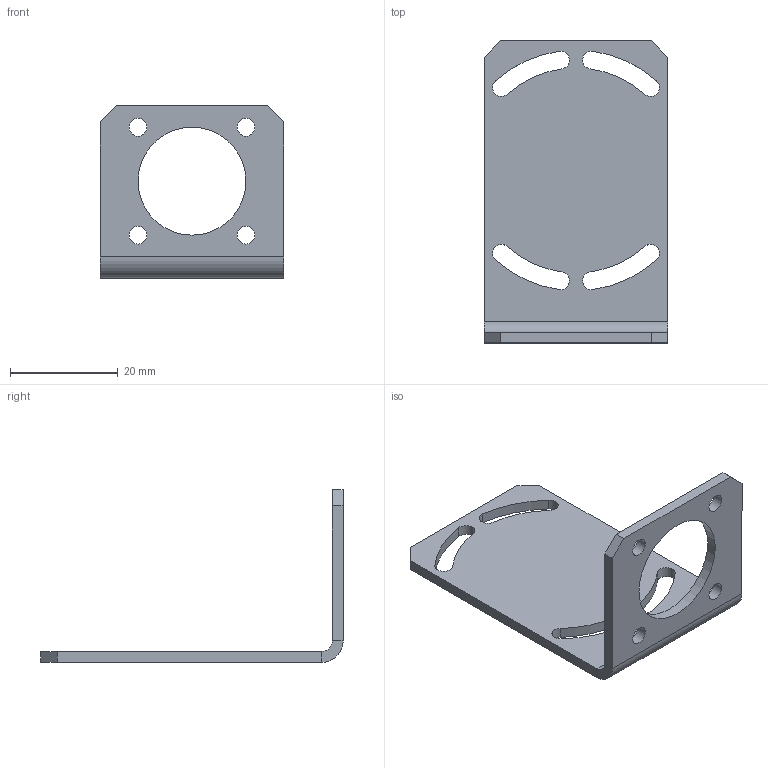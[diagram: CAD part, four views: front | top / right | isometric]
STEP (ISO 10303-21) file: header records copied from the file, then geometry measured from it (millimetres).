
FILE_DESCRIPTION(/* description */ ('DISO T 506'),/* implementation_level */ '2;1');
FILE_NAME(/* name */ 'disoT506.stp',/* time_stamp */ '2016-10-11T09:02:51+02:00',/* author */ ('C. Kuhn'),/* organization */ ('di-soric GmbH & Co. KG'),/* preprocessor_version */ 'ST-DEVELOPER v16.1',/* originating_system */ 'Autodesk Inventor 2016',/* authorisation */ '');
FILE_SCHEMA (('AUTOMOTIVE_DESIGN { 1 0 10303 214 3 1 1 }'));
Length unit declared in the file: millimetre
Products named in the file (1): BW-CS
Bounding box: 34 x 56 x 32 mm (x, y, z)
Volume: 4635.8 mm3; surface area: 5584.2 mm2
Topology: 1 solids, 1 shells, 39 faces, 108 edges, 71 vertices
Faces by surface type: cylinder 23, plane 16
Full cylindrical faces by diameter (mm): 3.3 x4, 20 x1
Entity records: 1254 total; most frequent: DIRECTION 224, CARTESIAN_POINT 204, ORIENTED_EDGE 196, EDGE_CURVE 98, AXIS2_PLACEMENT_3D 86, VERTEX_POINT 66, EDGE_LOOP 62, LINE 52
